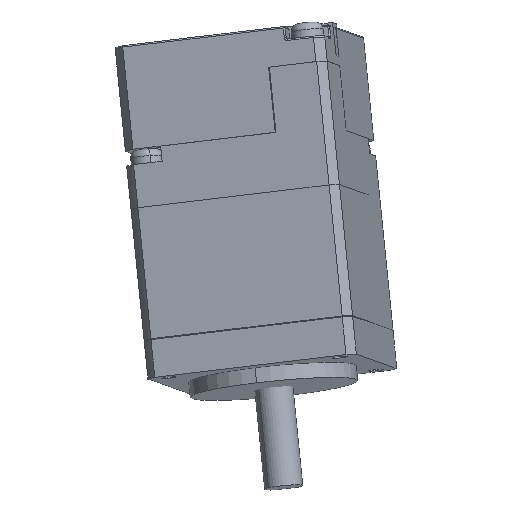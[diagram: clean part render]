
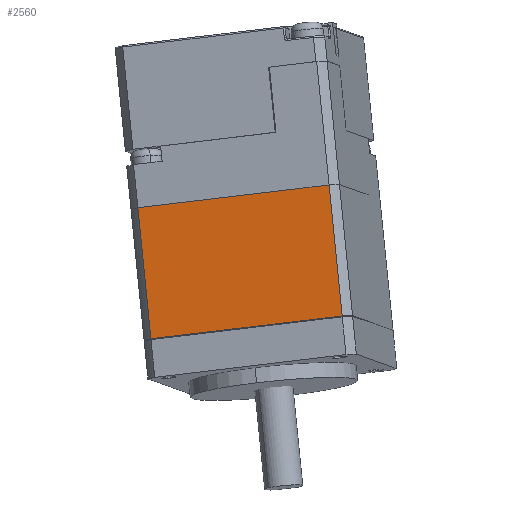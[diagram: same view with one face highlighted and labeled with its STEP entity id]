
A CAD part, left-side view. The second image highlights one B-rep face of the part: STEP entity #2560.
In plain terms, the highlighted planar face has unit normal (-0.976, 0.206, 0.073).
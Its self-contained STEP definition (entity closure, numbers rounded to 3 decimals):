
#300 = ORIENTED_EDGE ( 'NONE', *, *, #10010, .F. ) ;
#752 = CARTESIAN_POINT ( 'NONE',  ( -42.15, 24.829, 46.443 ) ) ;
#843 = LINE ( 'NONE', #6105, #7260 ) ;
#916 = VERTEX_POINT ( 'NONE', #5953 ) ;
#1610 = CARTESIAN_POINT ( 'NONE',  ( -45.175, 21.672, 14.844 ) ) ;
#1690 = DIRECTION ( 'NONE',  ( 0.197, 0.974, -0.116 ) ) ;
#1726 = DIRECTION ( 'NONE',  ( 0.197, 0.974, -0.116 ) ) ;
#2195 = ORIENTED_EDGE ( 'NONE', *, *, #5187, .F. ) ;
#2219 = DIRECTION ( 'NONE',  ( -0.197, -0.974, 0.116 ) ) ;
#2560 = ADVANCED_FACE ( 'NONE', ( #7192 ), #9051, .F. ) ;
#2571 = DIRECTION ( 'NONE',  ( -0.095, -0.099, -0.991 ) ) ;
#3462 = CARTESIAN_POINT ( 'NONE',  ( -40.123, 46.683, 11.862 ) ) ;
#3555 = AXIS2_PLACEMENT_3D ( 'NONE', #4520, #5447, #1726 ) ;
#3653 = VECTOR ( 'NONE', #1690, 1000. ) ;
#3718 = LINE ( 'NONE', #11273, #8398 ) ;
#3767 = LINE ( 'NONE', #752, #10897 ) ;
#3935 = VERTEX_POINT ( 'NONE', #1610 ) ;
#4040 = ORIENTED_EDGE ( 'NONE', *, *, #6334, .F. ) ;
#4057 = EDGE_LOOP ( 'NONE', ( #4040, #11276, #300, #2195 ) ) ;
#4520 = CARTESIAN_POINT ( 'NONE',  ( -37.098, 49.84, 43.461 ) ) ;
#4880 = VERTEX_POINT ( 'NONE', #7090 ) ;
#5187 = EDGE_CURVE ( 'NONE', #916, #4880, #3718, .T. ) ;
#5447 = DIRECTION ( 'NONE',  ( 0.976, -0.206, -0.073 ) ) ;
#5953 = CARTESIAN_POINT ( 'NONE',  ( -38.483, 48.395, 28.999 ) ) ;
#6105 = CARTESIAN_POINT ( 'NONE',  ( -37.098, 49.84, 43.461 ) ) ;
#6334 = EDGE_CURVE ( 'NONE', #9193, #916, #843, .T. ) ;
#6357 = LINE ( 'NONE', #3462, #3653 ) ;
#7090 = CARTESIAN_POINT ( 'NONE',  ( -43.534, 23.384, 31.981 ) ) ;
#7192 = FACE_OUTER_BOUND ( 'NONE', #4057, .T. ) ;
#7260 = VECTOR ( 'NONE', #8060, 1000. ) ;
#8060 = DIRECTION ( 'NONE',  ( 0.095, 0.099, 0.991 ) ) ;
#8398 = VECTOR ( 'NONE', #2219, 1000. ) ;
#8533 = CARTESIAN_POINT ( 'NONE',  ( -40.123, 46.683, 11.862 ) ) ;
#8940 = EDGE_CURVE ( 'NONE', #3935, #9193, #6357, .T. ) ;
#9051 = PLANE ( 'NONE',  #3555 ) ;
#9193 = VERTEX_POINT ( 'NONE', #8533 ) ;
#10010 = EDGE_CURVE ( 'NONE', #4880, #3935, #3767, .T. ) ;
#10897 = VECTOR ( 'NONE', #2571, 1000. ) ;
#11273 = CARTESIAN_POINT ( 'NONE',  ( -41.009, 35.89, 30.49 ) ) ;
#11276 = ORIENTED_EDGE ( 'NONE', *, *, #8940, .F. ) ;
